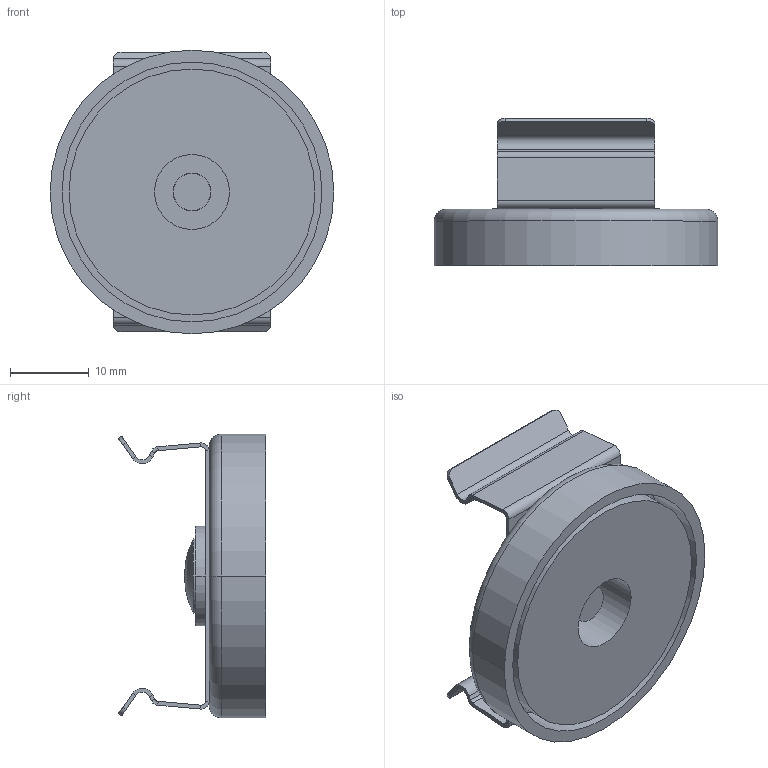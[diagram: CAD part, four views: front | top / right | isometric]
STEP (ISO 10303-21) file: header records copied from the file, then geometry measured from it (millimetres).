
FILE_DESCRIPTION((''),'2;1');
FILE_NAME('176600_ASM','2013-12-17T',('pdmadmin'),(''),'PRO/ENGINEER BY PARAMETRIC TECHNOLOGY CORPORATION, 2013230','PRO/ENGINEER BY PARAMETRIC TECHNOLOGY CORPORATION, 2013230','');
FILE_SCHEMA(('CONFIG_CONTROL_DESIGN'));
Length unit declared in the file: inch
Products named in the file (5): 172916; 169959; 37222; 176885_AF0; 176600_ASM
Assembly tree (4 placements, depth 2):
  176600_ASM
    172916
    169959
    37222
    176885_AF0
Bounding box: 36.07 x 18.74 x 36.07 mm (x, y, z)
Volume: 7217.4 mm3; surface area: 6974.8 mm2
Topology: 4 solids, 4 shells, 93 faces, 194 edges, 111 vertices
Faces by surface type: plane 53, cylinder 36, torus 2, sphere 2
Entity records: 2563 total; most frequent: DIRECTION 474, CARTESIAN_POINT 405, ORIENTED_EDGE 384, EDGE_CURVE 192, AXIS2_PLACEMENT_3D 180, VECTOR 114, LINE 114, VERTEX_POINT 111
